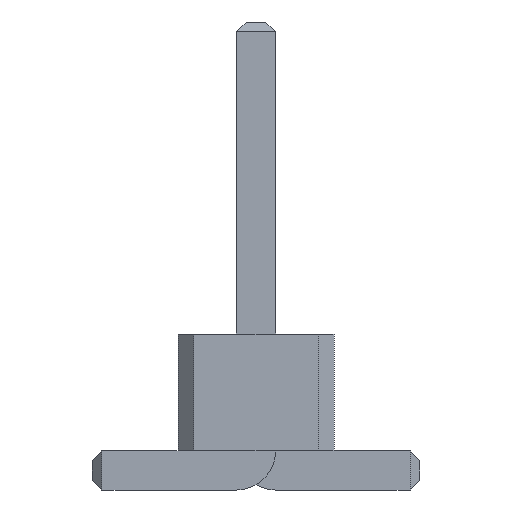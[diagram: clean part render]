
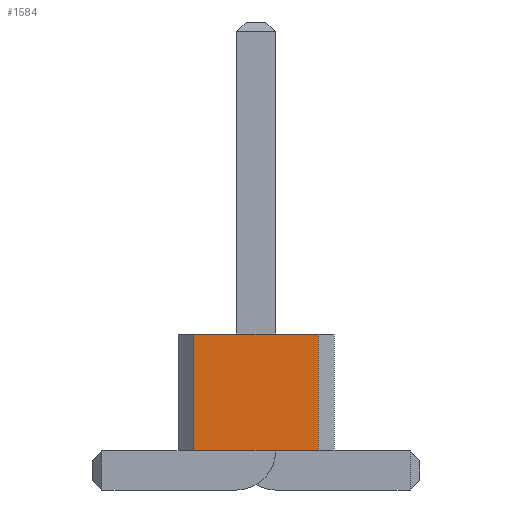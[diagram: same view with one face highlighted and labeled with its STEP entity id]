
A CAD part, front view. The second image highlights one B-rep face of the part: STEP entity #1584.
In plain terms, the highlighted planar face has unit normal (0, -1, 0).
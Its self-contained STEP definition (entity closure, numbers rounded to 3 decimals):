
#350 = VERTEX_POINT('',#351);
#351 = CARTESIAN_POINT('',(0.8,-5.,0.5));
#357 = EDGE_CURVE('',#358,#350,#360,.T.);
#358 = VERTEX_POINT('',#359);
#359 = CARTESIAN_POINT('',(-0.8,-5.,0.5));
#360 = LINE('',#361,#362);
#361 = CARTESIAN_POINT('',(-0.8,-5.,0.5));
#362 = VECTOR('',#363,1.);
#363 = DIRECTION('',(1.,0.,0.));
#726 = VERTEX_POINT('',#727);
#727 = CARTESIAN_POINT('',(0.8,-5.,2.));
#733 = EDGE_CURVE('',#734,#726,#736,.T.);
#734 = VERTEX_POINT('',#735);
#735 = CARTESIAN_POINT('',(-0.8,-5.,2.));
#736 = LINE('',#737,#738);
#737 = CARTESIAN_POINT('',(-0.8,-5.,2.));
#738 = VECTOR('',#739,1.);
#739 = DIRECTION('',(1.,0.,0.));
#1573 = EDGE_CURVE('',#358,#734,#1574,.T.);
#1574 = LINE('',#1575,#1576);
#1575 = CARTESIAN_POINT('',(-0.8,-5.,0.5));
#1576 = VECTOR('',#1577,1.);
#1577 = DIRECTION('',(0.,0.,1.));
#1584 = ADVANCED_FACE('',(#1585),#1596,.F.);
#1585 = FACE_BOUND('',#1586,.F.);
#1586 = EDGE_LOOP('',(#1587,#1588,#1589,#1595));
#1587 = ORIENTED_EDGE('',*,*,#1573,.T.);
#1588 = ORIENTED_EDGE('',*,*,#733,.T.);
#1589 = ORIENTED_EDGE('',*,*,#1590,.F.);
#1590 = EDGE_CURVE('',#350,#726,#1591,.T.);
#1591 = LINE('',#1592,#1593);
#1592 = CARTESIAN_POINT('',(0.8,-5.,0.5));
#1593 = VECTOR('',#1594,1.);
#1594 = DIRECTION('',(0.,0.,1.));
#1595 = ORIENTED_EDGE('',*,*,#357,.F.);
#1596 = PLANE('',#1597);
#1597 = AXIS2_PLACEMENT_3D('',#1598,#1599,#1600);
#1598 = CARTESIAN_POINT('',(-0.8,-5.,0.5));
#1599 = DIRECTION('',(0.,1.,0.));
#1600 = DIRECTION('',(1.,0.,0.));
